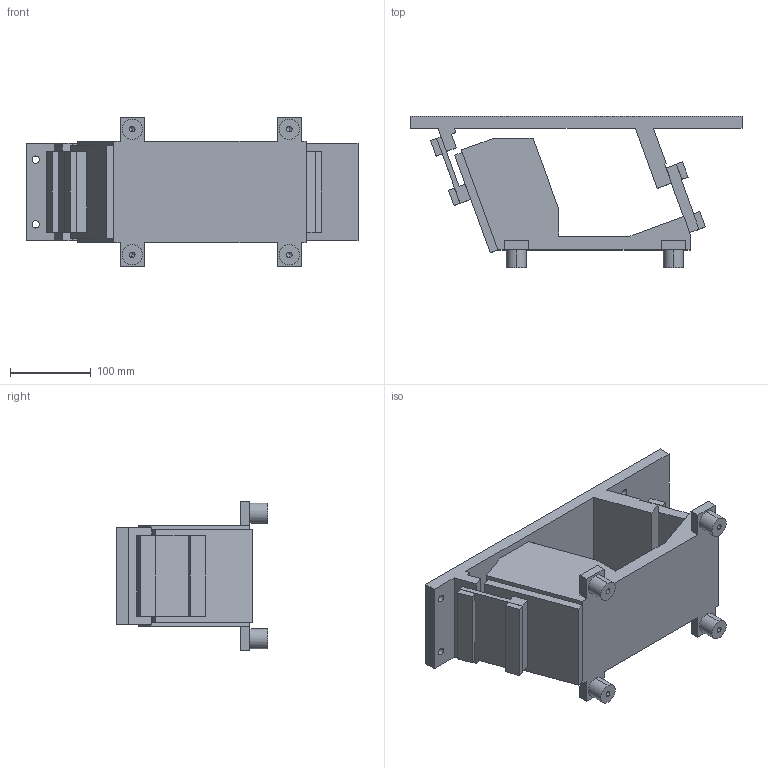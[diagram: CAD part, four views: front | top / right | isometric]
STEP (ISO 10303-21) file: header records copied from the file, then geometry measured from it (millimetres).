
FILE_DESCRIPTION (( 'STEP AP203' ), '1' );
FILE_NAME ('TPM 56 COMPLET.STEP', '2012-09-21T13:40:46', ( '' ), ( '' ), 'SwSTEP 2.0', 'SolidWorks 2011', '' );
FILE_SCHEMA (( 'CONFIG_CONTROL_DESIGN' ));
Length unit declared in the file: millimetre
Products named in the file (2): TPM 56 COMPLET; Pièce21^TPM 56 COMPLET
Assembly tree (1 placements, depth 2):
  TPM 56 COMPLET
    Pièce21^TPM 56 COMPLET
Bounding box: 410 x 187.18 x 185 mm (x, y, z)
Volume: 3398493 mm3; surface area: 337907.8 mm2
Topology: 1 solids, 13 shells, 191 faces, 462 edges, 300 vertices
Faces by surface type: plane 123, cylinder 60, cone 8
Entity records: 5704 total; most frequent: DIRECTION 964, CARTESIAN_POINT 949, ORIENTED_EDGE 908, EDGE_CURVE 454, LINE 334, VECTOR 334, AXIS2_PLACEMENT_3D 315, VERTEX_POINT 300
